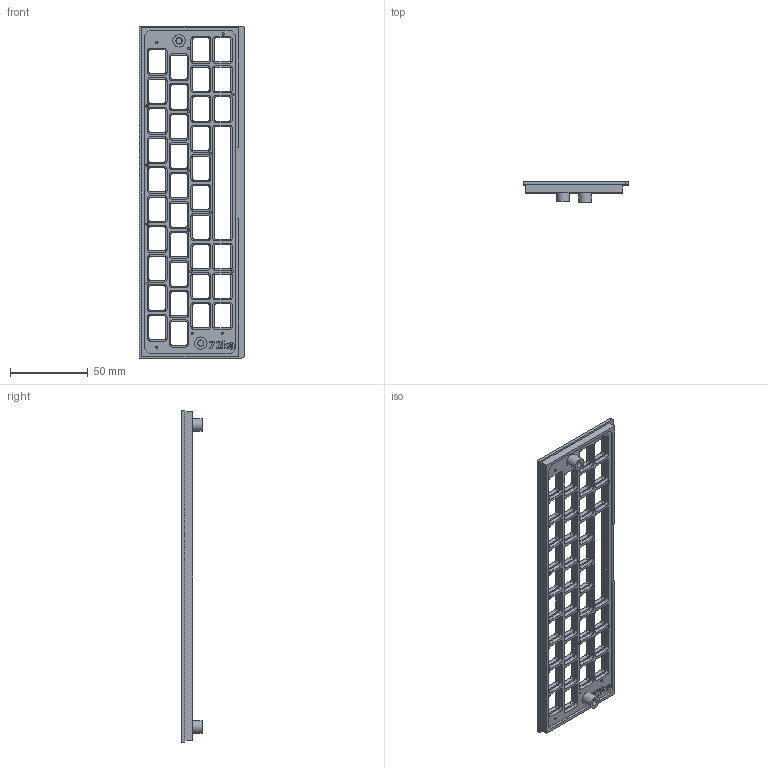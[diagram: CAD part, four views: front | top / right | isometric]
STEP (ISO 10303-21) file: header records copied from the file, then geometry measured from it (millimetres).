
FILE_DESCRIPTION(/* description */ (''),/* implementation_level */ '2;1');
FILE_NAME(/* name */ 'Teleso_klavesnice.stp',/* time_stamp */ '2024-07-30T16:26:52+02:00',/* author */ ('herman'),/* organization */ (''),/* preprocessor_version */ 'ST-DEVELOPER v19.2',/* originating_system */ 'Autodesk Inventor 2023',/* authorisation */ '');
FILE_SCHEMA (('AUTOMOTIVE_DESIGN { 1 0 10303 214 3 1 1 }'));
Length unit declared in the file: millimetre
Products named in the file (1): Teleso_klavesnice
Bounding box: 67.8 x 13 x 213.4 mm (x, y, z)
Volume: 33337.7 mm3; surface area: 32361.7 mm2
Topology: 1 solids, 1 shells, 759 faces, 2074 edges, 1382 vertices
Faces by surface type: plane 417, cylinder 318, bspline 22, cone 2
Full cylindrical faces by diameter (mm): 1.3 x3, 1.5 x15, 8 x2
Entity records: 24455 total; most frequent: CARTESIAN_POINT 4502, ORIENTED_EDGE 4148, DIRECTION 4146, EDGE_CURVE 2074, LINE 1390, VECTOR 1390, VERTEX_POINT 1382, AXIS2_PLACEMENT_3D 1378
